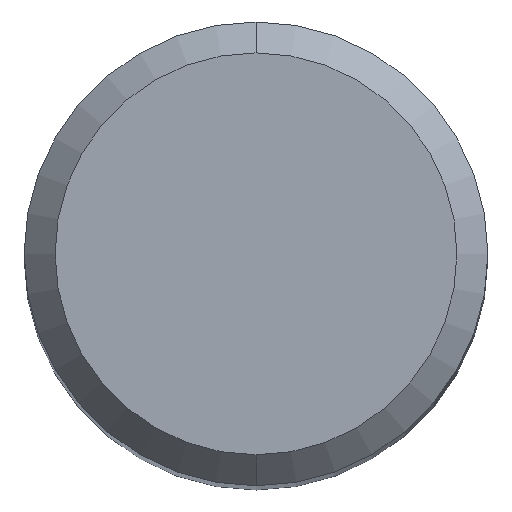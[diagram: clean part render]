
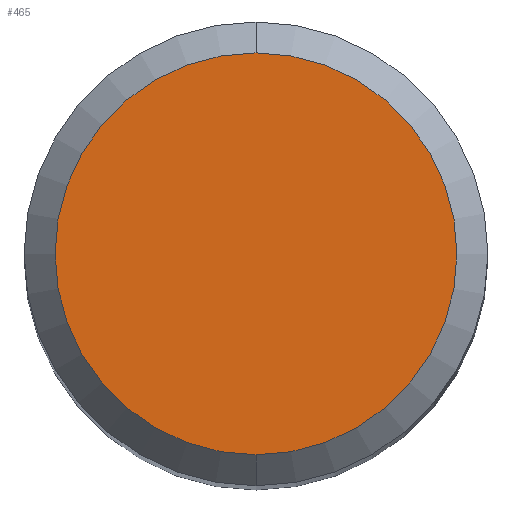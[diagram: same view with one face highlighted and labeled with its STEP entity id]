
A CAD part, top view. The second image highlights one B-rep face of the part: STEP entity #465.
In plain terms, the highlighted planar face has unit normal (0, 0, 1).
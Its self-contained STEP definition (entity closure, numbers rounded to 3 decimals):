
#215=EDGE_CURVE('',#419,#335,#533,.T.);
#299=EDGE_CURVE('',#335,#419,#627,.T.);
#335=VERTEX_POINT('',#668);
#419=VERTEX_POINT('',#760);
#465=ADVANCED_FACE('',(#811),#812,.T.);
#533=CIRCLE('',#915,2.6);
#627=CIRCLE('',#1066,2.6);
#668=CARTESIAN_POINT('',(0.,-2.6,0.0));
#760=CARTESIAN_POINT('',(0.0,2.6,0.0));
#811=FACE_OUTER_BOUND('',#1464,.T.);
#812=PLANE('',#1465);
#915=AXIS2_PLACEMENT_3D('',#1520,#1521,#1522);
#1066=AXIS2_PLACEMENT_3D('',#1628,#1629,#1630);
#1464=EDGE_LOOP('',(#1834,#1835));
#1465=AXIS2_PLACEMENT_3D('',#1836,#1837,#1838);
#1520=CARTESIAN_POINT('',(0.0,0.0,0.0));
#1521=DIRECTION('',(0.0,0.0,-1.0));
#1522=DIRECTION('',(0.0,1.0,0.0));
#1628=CARTESIAN_POINT('',(0.0,0.0,0.0));
#1629=DIRECTION('',(0.0,0.0,-1.0));
#1630=DIRECTION('',(0.0,1.0,0.0));
#1834=ORIENTED_EDGE('',*,*,#215,.F.);
#1835=ORIENTED_EDGE('',*,*,#299,.F.);
#1836=CARTESIAN_POINT('',(0.0,1.3,0.0));
#1837=DIRECTION('',(-0.0,0.0,1.0));
#1838=DIRECTION('',(0.0,-1.0,0.0));
